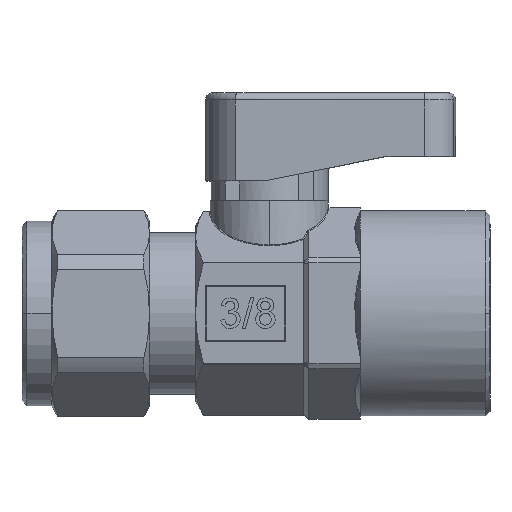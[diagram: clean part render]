
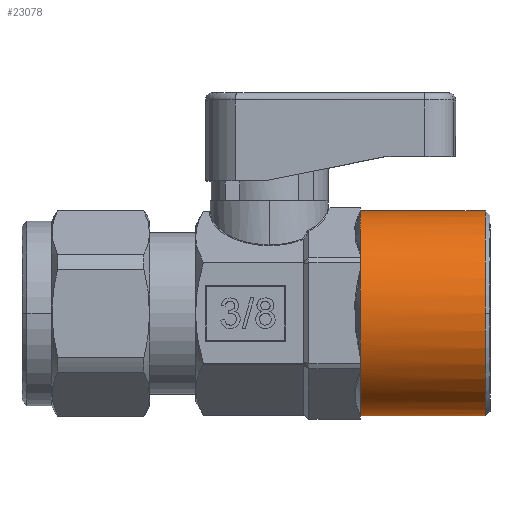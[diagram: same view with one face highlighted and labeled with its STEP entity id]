
A CAD part, top view. The second image highlights one B-rep face of the part: STEP entity #23078.
In plain terms, the highlighted cylindrical face has radius 10.45 mm (diameter 20.9 mm), a partial arc.
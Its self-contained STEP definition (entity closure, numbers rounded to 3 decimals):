
#9456 = EDGE_LOOP ( 'NONE', ( #31145, #31146, #31147, #31148, #31149 ) ) ;
#13320 = CYLINDRICAL_SURFACE ( 'NONE', #20614, 10.45 ) ;
#13337 = FACE_OUTER_BOUND ( 'NONE', #9456, .T. ) ;
#14774 = EDGE_CURVE ( 'NONE', #41339, #41354, #16159, .T. ) ;
#14776 = EDGE_CURVE ( 'NONE', #41319, #41360, #16160, .T. ) ;
#14777 = EDGE_CURVE ( 'NONE', #41360, #41367, #16162, .T. ) ;
#14779 = EDGE_CURVE ( 'NONE', #41367, #41339, #16163, .T. ) ;
#14782 = EDGE_CURVE ( 'NONE', #41319, #41354, #16165, .T. ) ;
#16159 = CIRCLE ( 'NONE', #34002, 10.45 ) ;
#16160 = CIRCLE ( 'NONE', #34003, 10.45 ) ;
#16162 = LINE ( 'NONE', #21621, #16164 ) ;
#16163 = CIRCLE ( 'NONE', #34004, 10.45 ) ;
#16164 = VECTOR ( 'NONE', #21609, 1000. ) ;
#16165 = LINE ( 'NONE', #21622, #16167 ) ;
#16167 = VECTOR ( 'NONE', #21623, 1000. ) ;
#20064 = CARTESIAN_POINT ( 'NONE',  ( 7.895, 11.344, 0. ) ) ;
#20073 = CARTESIAN_POINT ( 'NONE',  ( 20.595, 0.894, 10.45 ) ) ;
#20080 = CARTESIAN_POINT ( 'NONE',  ( 20.595, 11.344, 0. ) ) ;
#20083 = CARTESIAN_POINT ( 'NONE',  ( 7.895, -9.556, 0. ) ) ;
#20086 = CARTESIAN_POINT ( 'NONE',  ( 20.595, -9.556, 0. ) ) ;
#20614 = AXIS2_PLACEMENT_3D ( 'NONE', #29809, #29810, #29808 ) ;
#21609 = DIRECTION ( 'NONE',  ( 1., 0., 0. ) ) ;
#21618 = CARTESIAN_POINT ( 'NONE',  ( 20.595, 0.894, 0. ) ) ;
#21619 = DIRECTION ( 'NONE',  ( -1., 0., 0. ) ) ;
#21620 = DIRECTION ( 'NONE',  ( 0., 0., 1. ) ) ;
#21621 = CARTESIAN_POINT ( 'NONE',  ( 21.095, -9.556, 0. ) ) ;
#21622 = CARTESIAN_POINT ( 'NONE',  ( 21.095, 11.344, 0. ) ) ;
#21623 = DIRECTION ( 'NONE',  ( 1., 0., 0. ) ) ;
#21624 = CARTESIAN_POINT ( 'NONE',  ( 7.895, 0.894, 0. ) ) ;
#21625 = DIRECTION ( 'NONE',  ( 1., 0., 0. ) ) ;
#21626 = DIRECTION ( 'NONE',  ( 0., 1., 0. ) ) ;
#21629 = CARTESIAN_POINT ( 'NONE',  ( 20.595, 0.894, 0. ) ) ;
#21630 = DIRECTION ( 'NONE',  ( -1., 0., 0. ) ) ;
#21631 = DIRECTION ( 'NONE',  ( 0., 0., 1. ) ) ;
#23078 = ADVANCED_FACE ( 'NONE', ( #13337 ), #13320, .T. ) ;
#29808 = DIRECTION ( 'NONE',  ( 0., 1., 0. ) ) ;
#29809 = CARTESIAN_POINT ( 'NONE',  ( 21.095, 0.894, 0. ) ) ;
#29810 = DIRECTION ( 'NONE',  ( 1., 0., 0. ) ) ;
#31145 = ORIENTED_EDGE ( 'NONE', *, *, #14776, .T. ) ;
#31146 = ORIENTED_EDGE ( 'NONE', *, *, #14777, .T. ) ;
#31147 = ORIENTED_EDGE ( 'NONE', *, *, #14779, .T. ) ;
#31148 = ORIENTED_EDGE ( 'NONE', *, *, #14774, .T. ) ;
#31149 = ORIENTED_EDGE ( 'NONE', *, *, #14782, .F. ) ;
#34002 = AXIS2_PLACEMENT_3D ( 'NONE', #21618, #21619, #21620 ) ;
#34003 = AXIS2_PLACEMENT_3D ( 'NONE', #21624, #21625, #21626 ) ;
#34004 = AXIS2_PLACEMENT_3D ( 'NONE', #21629, #21630, #21631 ) ;
#41319 = VERTEX_POINT ( 'NONE', #20064 ) ;
#41339 = VERTEX_POINT ( 'NONE', #20073 ) ;
#41354 = VERTEX_POINT ( 'NONE', #20080 ) ;
#41360 = VERTEX_POINT ( 'NONE', #20083 ) ;
#41367 = VERTEX_POINT ( 'NONE', #20086 ) ;
